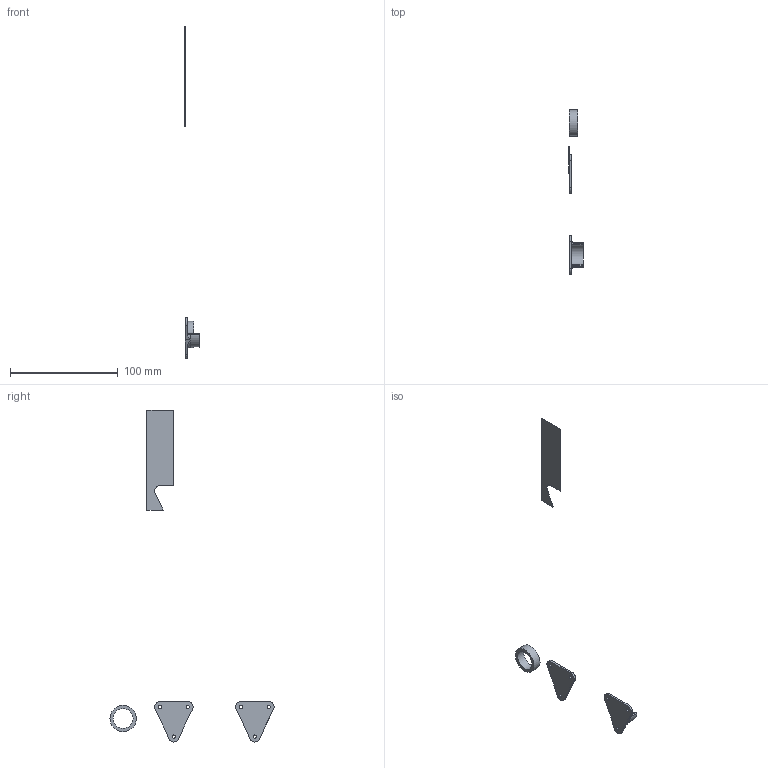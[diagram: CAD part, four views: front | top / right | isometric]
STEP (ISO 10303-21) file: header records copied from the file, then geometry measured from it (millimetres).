
FILE_DESCRIPTION(/* description */ (''),/* implementation_level */ '2;1');
FILE_NAME(/* name */ 'IKEA Filamentstorage v15.stp',/* time_stamp */ '2022-09-22T11:53:50+02:00',/* author */ (''),/* organization */ (''),/* preprocessor_version */ 'ST-DEVELOPER v19',/* originating_system */ 'Autodesk Translation Framework v11.7.0.108',/* authorisation */ '');
FILE_SCHEMA (('AUTOMOTIVE_DESIGN { 1 0 10303 214 3 1 1 }'));
Length unit declared in the file: millimetre
Products named in the file (1): IKEA Filamentstorage
Bounding box: 13.4 x 151.99 x 307.43 mm (x, y, z)
Volume: 6708.9 mm3; surface area: 10239.6 mm2
Topology: 4 solids, 4 shells, 53 faces, 133 edges, 88 vertices
Faces by surface type: plane 29, cylinder 21, bspline 2, torus 1
Full cylindrical faces by diameter (mm): 3 x6, 18.4 x1, 24.4 x1
Entity records: 1781 total; most frequent: CARTESIAN_POINT 427, DIRECTION 268, ORIENTED_EDGE 266, EDGE_CURVE 133, AXIS2_PLACEMENT_3D 95, VERTEX_POINT 88, LINE 78, VECTOR 78
